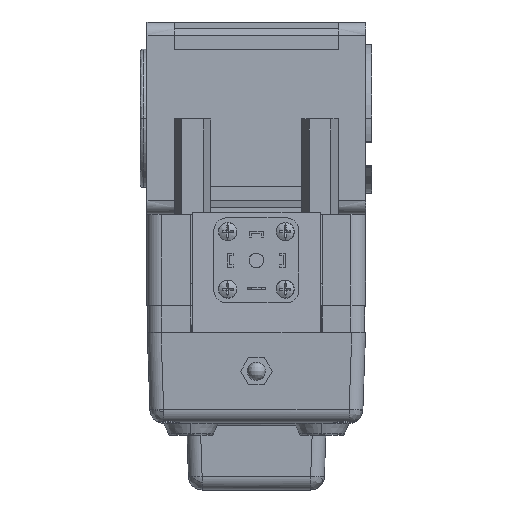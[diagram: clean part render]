
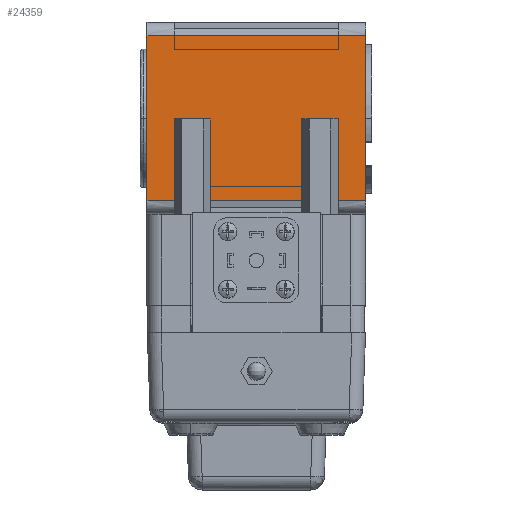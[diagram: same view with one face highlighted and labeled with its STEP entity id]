
A CAD part, top view. The second image highlights one B-rep face of the part: STEP entity #24359.
In plain terms, the highlighted planar face has unit normal (0, -0.001, 1).
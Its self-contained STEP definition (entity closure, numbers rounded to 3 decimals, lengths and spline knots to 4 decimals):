
#566 = CARTESIAN_POINT ( 'NONE',  ( 3., -1.1291, 1.3051 ) ) ;
#2197 = CARTESIAN_POINT ( 'NONE',  ( 3., 1.1289, 1.3069 ) ) ;
#4282 = VECTOR ( 'NONE', #21212, 39.3701 ) ;
#4297 = CARTESIAN_POINT ( 'NONE',  ( 0.005, -1.1291, 1.3051 ) ) ;
#8868 = LINE ( 'NONE', #4297, #4282 ) ;
#9612 = DIRECTION ( 'NONE',  ( 1., 0., 0. ) ) ;
#9863 = LINE ( 'NONE', #38648, #20213 ) ;
#12958 = EDGE_CURVE ( 'NONE', #48893, #43794, #25316, .T. ) ;
#13419 = EDGE_CURVE ( 'NONE', #39311, #43794, #9863, .T. ) ;
#18786 = DIRECTION ( 'NONE',  ( 0., 1., 0.001 ) ) ;
#20213 = VECTOR ( 'NONE', #9612, 39.3701 ) ;
#21212 = DIRECTION ( 'NONE',  ( 0., 1., 0.001 ) ) ;
#22004 = EDGE_CURVE ( 'NONE', #26046, #39311, #8868, .T. ) ;
#24359 = ADVANCED_FACE ( 'NONE', ( #39230 ), #43289, .F. ) ;
#25316 = LINE ( 'NONE', #566, #35173 ) ;
#26046 = VERTEX_POINT ( 'NONE', #37985 ) ;
#27004 = ORIENTED_EDGE ( 'NONE', *, *, #43397, .T. ) ;
#29516 = VECTOR ( 'NONE', #42254, 39.3701 ) ;
#30379 = CARTESIAN_POINT ( 'NONE',  ( 0.005, -1.1291, 1.3051 ) ) ;
#35173 = VECTOR ( 'NONE', #45546, 39.3701 ) ;
#35559 = ORIENTED_EDGE ( 'NONE', *, *, #22004, .F. ) ;
#35895 = AXIS2_PLACEMENT_3D ( 'NONE', #30379, #46798, #18786 ) ;
#37985 = CARTESIAN_POINT ( 'NONE',  ( 0.005, -1.1291, 1.3051 ) ) ;
#38191 = CARTESIAN_POINT ( 'NONE',  ( 0.005, -1.1291, 1.3051 ) ) ;
#38648 = CARTESIAN_POINT ( 'NONE',  ( 0.005, 1.1289, 1.3069 ) ) ;
#38965 = CARTESIAN_POINT ( 'NONE',  ( 0.005, 1.1289, 1.3069 ) ) ;
#39230 = FACE_OUTER_BOUND ( 'NONE', #48409, .T. ) ;
#39311 = VERTEX_POINT ( 'NONE', #38965 ) ;
#42254 = DIRECTION ( 'NONE',  ( 1., 0., 0. ) ) ;
#42781 = LINE ( 'NONE', #38191, #29516 ) ;
#42859 = CARTESIAN_POINT ( 'NONE',  ( 3., -1.1291, 1.3051 ) ) ;
#43289 = PLANE ( 'NONE',  #35895 ) ;
#43397 = EDGE_CURVE ( 'NONE', #26046, #48893, #42781, .T. ) ;
#43794 = VERTEX_POINT ( 'NONE', #2197 ) ;
#44637 = ORIENTED_EDGE ( 'NONE', *, *, #12958, .T. ) ;
#45546 = DIRECTION ( 'NONE',  ( 0., 1., 0.001 ) ) ;
#46798 = DIRECTION ( 'NONE',  ( 0., 0.001, -1. ) ) ;
#48409 = EDGE_LOOP ( 'NONE', ( #44637, #51784, #35559, #27004 ) ) ;
#48893 = VERTEX_POINT ( 'NONE', #42859 ) ;
#51784 = ORIENTED_EDGE ( 'NONE', *, *, #13419, .F. ) ;
